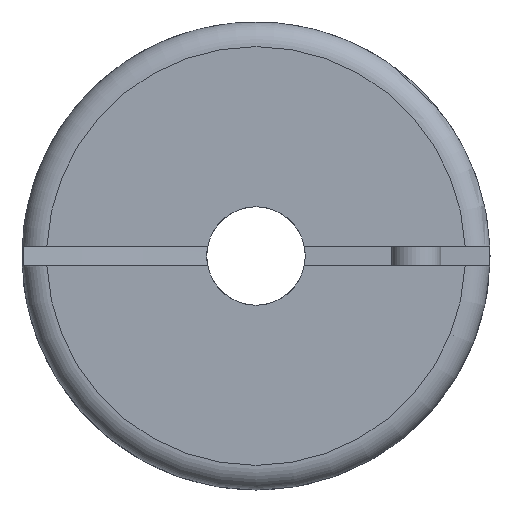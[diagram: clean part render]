
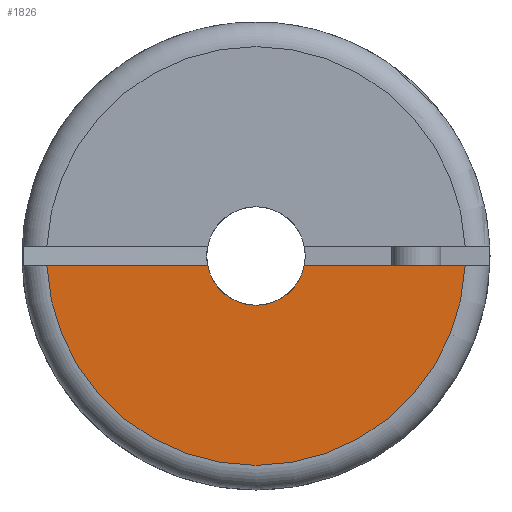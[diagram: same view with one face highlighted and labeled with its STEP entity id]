
A CAD part, left-side view. The second image highlights one B-rep face of the part: STEP entity #1826.
In plain terms, the highlighted planar face has unit normal (-1, 0, 0).
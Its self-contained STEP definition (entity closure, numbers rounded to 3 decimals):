
#103=LINE('',#2719,#257);
#104=LINE('',#2723,#258);
#257=VECTOR('',#2176,1000.);
#258=VECTOR('',#2179,1000.);
#411=ORIENTED_EDGE('',*,*,#927,.T.);
#412=ORIENTED_EDGE('',*,*,#928,.T.);
#413=ORIENTED_EDGE('',*,*,#929,.F.);
#414=ORIENTED_EDGE('',*,*,#930,.T.);
#927=EDGE_CURVE('',#1185,#1186,#1367,.T.);
#928=EDGE_CURVE('',#1186,#1187,#103,.T.);
#929=EDGE_CURVE('',#1188,#1187,#1368,.T.);
#930=EDGE_CURVE('',#1188,#1185,#104,.T.);
#1185=VERTEX_POINT('',#2717);
#1186=VERTEX_POINT('',#2718);
#1187=VERTEX_POINT('',#2720);
#1188=VERTEX_POINT('',#2722);
#1367=CIRCLE('',#1977,2.);
#1368=CIRCLE('',#1978,8.5);
#1439=EDGE_LOOP('',(#411,#412,#413,#414));
#1593=FACE_BOUND('',#1439,.T.);
#1747=PLANE('',#1976);
#1826=ADVANCED_FACE('',(#1593),#1747,.T.);
#1976=AXIS2_PLACEMENT_3D('',#2715,#2172,#2173);
#1977=AXIS2_PLACEMENT_3D('',#2716,#2174,#2175);
#1978=AXIS2_PLACEMENT_3D('',#2721,#2177,#2178);
#2172=DIRECTION('',(-1.,0.,0.));
#2173=DIRECTION('',(0.,0.,1.));
#2174=DIRECTION('',(1.,0.,0.));
#2175=DIRECTION('',(0.,0.,-1.));
#2176=DIRECTION('',(0.,1.,0.));
#2177=DIRECTION('',(1.,0.,0.));
#2178=DIRECTION('',(0.,0.,-1.));
#2179=DIRECTION('',(0.,1.,0.));
#2715=CARTESIAN_POINT('',(0.,8.5,0.));
#2716=CARTESIAN_POINT('',(0.,0.,0.));
#2717=CARTESIAN_POINT('',(0.,-1.96,-0.4));
#2718=CARTESIAN_POINT('',(0.,1.96,-0.4));
#2719=CARTESIAN_POINT('',(0.,8.5,-0.4));
#2720=CARTESIAN_POINT('',(0.,8.491,-0.4));
#2721=CARTESIAN_POINT('',(0.,0.,0.));
#2722=CARTESIAN_POINT('',(0.,-8.491,-0.4));
#2723=CARTESIAN_POINT('',(0.,-9.5,-0.4));
